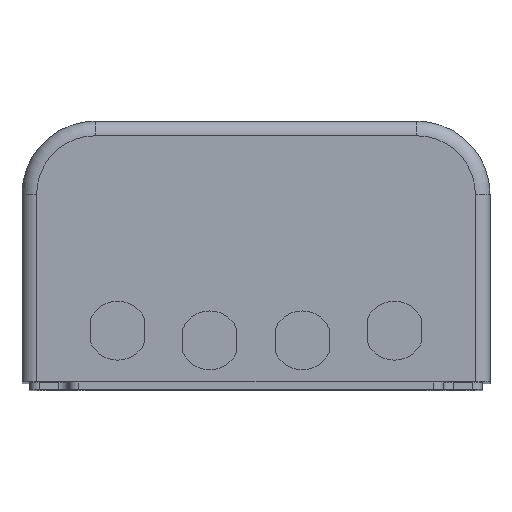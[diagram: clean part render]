
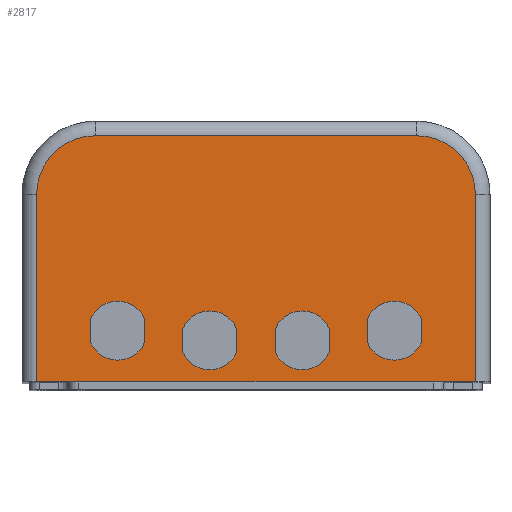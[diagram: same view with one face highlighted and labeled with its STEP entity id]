
A CAD part, top view. The second image highlights one B-rep face of the part: STEP entity #2817.
In plain terms, the highlighted planar face has unit normal (0, 0, 1).
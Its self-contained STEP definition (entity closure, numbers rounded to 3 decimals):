
#7=DIRECTION('',(1.,0.,0.));
#8=VECTOR('',#7,90.);
#9=CARTESIAN_POINT('',(-45.,0.,93.5));
#10=LINE('',#9,#8);
#186=DIRECTION('',(0.,-1.,0.));
#187=VECTOR('',#186,38.5);
#188=CARTESIAN_POINT('',(-45.,38.5,93.5));
#189=LINE('',#188,#187);
#190=CARTESIAN_POINT('',(-33.,38.5,93.5));
#191=DIRECTION('',(0.,0.,1.));
#192=DIRECTION('',(0.,1.,0.));
#193=AXIS2_PLACEMENT_3D('',#190,#191,#192);
#195=DIRECTION('',(-1.,0.,0.));
#196=VECTOR('',#195,66.);
#197=CARTESIAN_POINT('',(33.,50.5,93.5));
#198=LINE('',#197,#196);
#199=CARTESIAN_POINT('',(33.,38.5,93.5));
#200=DIRECTION('',(0.,0.,1.));
#201=DIRECTION('',(1.,0.,0.));
#202=AXIS2_PLACEMENT_3D('',#199,#200,#201);
#204=DIRECTION('',(0.,1.,0.));
#205=VECTOR('',#204,38.5);
#206=CARTESIAN_POINT('',(45.,0.,93.5));
#207=LINE('',#206,#205);
#208=CARTESIAN_POINT('',(28.394,10.52,93.5));
#209=DIRECTION('',(0.,0.,1.));
#210=DIRECTION('',(0.909,0.417,0.));
#211=AXIS2_PLACEMENT_3D('',#208,#209,#210);
#213=DIRECTION('',(0.,-1.,0.));
#214=VECTOR('',#213,5.041);
#215=CARTESIAN_POINT('',(22.894,13.041,93.5));
#216=LINE('',#215,#214);
#217=CARTESIAN_POINT('',(28.394,10.52,93.5));
#218=DIRECTION('',(0.,0.,1.));
#219=DIRECTION('',(-0.909,-0.417,0.));
#220=AXIS2_PLACEMENT_3D('',#217,#218,#219);
#222=DIRECTION('',(0.,1.,0.));
#223=VECTOR('',#222,5.041);
#224=CARTESIAN_POINT('',(33.894,8.,93.5));
#225=LINE('',#224,#223);
#226=CARTESIAN_POINT('',(9.5,8.52,93.5));
#227=DIRECTION('',(0.,0.,1.));
#228=DIRECTION('',(0.909,0.417,0.));
#229=AXIS2_PLACEMENT_3D('',#226,#227,#228);
#231=DIRECTION('',(0.,-1.,0.));
#232=VECTOR('',#231,5.041);
#233=CARTESIAN_POINT('',(4.,11.041,93.5));
#234=LINE('',#233,#232);
#235=CARTESIAN_POINT('',(9.5,8.52,93.5));
#236=DIRECTION('',(0.,0.,1.));
#237=DIRECTION('',(-0.909,-0.417,0.));
#238=AXIS2_PLACEMENT_3D('',#235,#236,#237);
#240=DIRECTION('',(0.,1.,0.));
#241=VECTOR('',#240,5.041);
#242=CARTESIAN_POINT('',(15.,6.,93.5));
#243=LINE('',#242,#241);
#244=CARTESIAN_POINT('',(-9.5,8.52,93.5));
#245=DIRECTION('',(0.,0.,1.));
#246=DIRECTION('',(-0.909,-0.417,0.));
#247=AXIS2_PLACEMENT_3D('',#244,#245,#246);
#249=DIRECTION('',(0.,1.,0.));
#250=VECTOR('',#249,5.041);
#251=CARTESIAN_POINT('',(-4.,6.,93.5));
#252=LINE('',#251,#250);
#253=CARTESIAN_POINT('',(-9.5,8.52,93.5));
#254=DIRECTION('',(0.,0.,1.));
#255=DIRECTION('',(0.909,0.417,0.));
#256=AXIS2_PLACEMENT_3D('',#253,#254,#255);
#258=DIRECTION('',(0.,-1.,0.));
#259=VECTOR('',#258,5.041);
#260=CARTESIAN_POINT('',(-15.,11.041,93.5));
#261=LINE('',#260,#259);
#262=DIRECTION('',(0.,-1.,0.));
#263=VECTOR('',#262,5.041);
#264=CARTESIAN_POINT('',(-33.894,13.041,93.5));
#265=LINE('',#264,#263);
#266=CARTESIAN_POINT('',(-28.394,10.52,93.5));
#267=DIRECTION('',(0.,0.,1.));
#268=DIRECTION('',(-0.909,-0.417,0.));
#269=AXIS2_PLACEMENT_3D('',#266,#267,#268);
#271=DIRECTION('',(0.,1.,0.));
#272=VECTOR('',#271,5.041);
#273=CARTESIAN_POINT('',(-22.894,8.,93.5));
#274=LINE('',#273,#272);
#275=CARTESIAN_POINT('',(-28.394,10.52,93.5));
#276=DIRECTION('',(0.,0.,1.));
#277=DIRECTION('',(0.909,0.417,0.));
#278=AXIS2_PLACEMENT_3D('',#275,#276,#277);
#2097=CARTESIAN_POINT('',(-45.,0.,93.5));
#2099=VERTEX_POINT('',#2097);
#2103=CARTESIAN_POINT('',(-45.,38.5,93.5));
#2104=VERTEX_POINT('',#2103);
#2125=CARTESIAN_POINT('',(45.,0.,93.5));
#2126=VERTEX_POINT('',#2125);
#2127=CARTESIAN_POINT('',(45.,38.5,93.5));
#2128=VERTEX_POINT('',#2127);
#2129=CARTESIAN_POINT('',(33.894,13.041,93.5));
#2130=CARTESIAN_POINT('',(22.894,13.041,93.5));
#2131=VERTEX_POINT('',#2129);
#2132=VERTEX_POINT('',#2130);
#2133=CARTESIAN_POINT('',(22.894,8.,93.5));
#2134=VERTEX_POINT('',#2133);
#2135=CARTESIAN_POINT('',(33.894,8.,93.5));
#2136=VERTEX_POINT('',#2135);
#2137=CARTESIAN_POINT('',(15.,11.041,93.5));
#2138=CARTESIAN_POINT('',(4.,11.041,93.5));
#2139=VERTEX_POINT('',#2137);
#2140=VERTEX_POINT('',#2138);
#2141=CARTESIAN_POINT('',(4.,6.,93.5));
#2142=VERTEX_POINT('',#2141);
#2143=CARTESIAN_POINT('',(15.,6.,93.5));
#2144=VERTEX_POINT('',#2143);
#2145=CARTESIAN_POINT('',(-15.,6.,93.5));
#2146=CARTESIAN_POINT('',(-4.,6.,93.5));
#2147=VERTEX_POINT('',#2145);
#2148=VERTEX_POINT('',#2146);
#2149=CARTESIAN_POINT('',(-4.,11.041,93.5));
#2150=VERTEX_POINT('',#2149);
#2151=CARTESIAN_POINT('',(-15.,11.041,93.5));
#2152=VERTEX_POINT('',#2151);
#2153=CARTESIAN_POINT('',(-33.894,13.041,93.5));
#2154=CARTESIAN_POINT('',(-33.894,8.,93.5));
#2155=VERTEX_POINT('',#2153);
#2156=VERTEX_POINT('',#2154);
#2157=CARTESIAN_POINT('',(-22.894,8.,93.5));
#2158=VERTEX_POINT('',#2157);
#2159=CARTESIAN_POINT('',(-22.894,13.041,93.5));
#2160=VERTEX_POINT('',#2159);
#2241=CARTESIAN_POINT('',(33.,50.5,93.5));
#2242=VERTEX_POINT('',#2241);
#2245=CARTESIAN_POINT('',(-33.,50.5,93.5));
#2246=VERTEX_POINT('',#2245);
#2761=CARTESIAN_POINT('',(-48.,0.,93.5));
#2762=DIRECTION('',(0.,0.,1.));
#2763=DIRECTION('',(1.,0.,0.));
#2764=AXIS2_PLACEMENT_3D('',#2761,#2762,#2763);
#2765=PLANE('',#2764);
#2766=ORIENTED_EDGE('',*,*,#2668,.F.);
#2768=ORIENTED_EDGE('',*,*,#2767,.F.);
#2770=ORIENTED_EDGE('',*,*,#2769,.F.);
#2772=ORIENTED_EDGE('',*,*,#2771,.F.);
#2773=ORIENTED_EDGE('',*,*,#2754,.F.);
#2774=ORIENTED_EDGE('',*,*,#2567,.F.);
#2775=EDGE_LOOP('',(#2766,#2768,#2770,#2772,#2773,#2774));
#2776=FACE_OUTER_BOUND('',#2775,.F.);
#2778=ORIENTED_EDGE('',*,*,#2777,.T.);
#2780=ORIENTED_EDGE('',*,*,#2779,.T.);
#2782=ORIENTED_EDGE('',*,*,#2781,.T.);
#2784=ORIENTED_EDGE('',*,*,#2783,.T.);
#2785=EDGE_LOOP('',(#2778,#2780,#2782,#2784));
#2786=FACE_BOUND('',#2785,.F.);
#2788=ORIENTED_EDGE('',*,*,#2787,.T.);
#2790=ORIENTED_EDGE('',*,*,#2789,.T.);
#2792=ORIENTED_EDGE('',*,*,#2791,.T.);
#2794=ORIENTED_EDGE('',*,*,#2793,.T.);
#2795=EDGE_LOOP('',(#2788,#2790,#2792,#2794));
#2796=FACE_BOUND('',#2795,.F.);
#2798=ORIENTED_EDGE('',*,*,#2797,.T.);
#2800=ORIENTED_EDGE('',*,*,#2799,.T.);
#2802=ORIENTED_EDGE('',*,*,#2801,.T.);
#2804=ORIENTED_EDGE('',*,*,#2803,.T.);
#2805=EDGE_LOOP('',(#2798,#2800,#2802,#2804));
#2806=FACE_BOUND('',#2805,.F.);
#2808=ORIENTED_EDGE('',*,*,#2807,.T.);
#2810=ORIENTED_EDGE('',*,*,#2809,.T.);
#2812=ORIENTED_EDGE('',*,*,#2811,.T.);
#2814=ORIENTED_EDGE('',*,*,#2813,.T.);
#2815=EDGE_LOOP('',(#2808,#2810,#2812,#2814));
#2816=FACE_BOUND('',#2815,.F.);
#2817=ADVANCED_FACE('',(#2776,#2786,#2796,#2806,#2816),#2765,.T.);
#194=CIRCLE('',#193,12.);
#203=CIRCLE('',#202,12.);
#212=CIRCLE('',#211,6.05);
#221=CIRCLE('',#220,6.05);
#230=CIRCLE('',#229,6.05);
#239=CIRCLE('',#238,6.05);
#248=CIRCLE('',#247,6.05);
#257=CIRCLE('',#256,6.05);
#270=CIRCLE('',#269,6.05);
#279=CIRCLE('',#278,6.05);
#2567=EDGE_CURVE('',#2099,#2126,#10,.T.);
#2668=EDGE_CURVE('',#2104,#2099,#189,.T.);
#2754=EDGE_CURVE('',#2126,#2128,#207,.T.);
#2767=EDGE_CURVE('',#2246,#2104,#194,.T.);
#2769=EDGE_CURVE('',#2242,#2246,#198,.T.);
#2771=EDGE_CURVE('',#2128,#2242,#203,.T.);
#2777=EDGE_CURVE('',#2131,#2132,#212,.T.);
#2779=EDGE_CURVE('',#2132,#2134,#216,.T.);
#2781=EDGE_CURVE('',#2134,#2136,#221,.T.);
#2783=EDGE_CURVE('',#2136,#2131,#225,.T.);
#2787=EDGE_CURVE('',#2139,#2140,#230,.T.);
#2789=EDGE_CURVE('',#2140,#2142,#234,.T.);
#2791=EDGE_CURVE('',#2142,#2144,#239,.T.);
#2793=EDGE_CURVE('',#2144,#2139,#243,.T.);
#2797=EDGE_CURVE('',#2147,#2148,#248,.T.);
#2799=EDGE_CURVE('',#2148,#2150,#252,.T.);
#2801=EDGE_CURVE('',#2150,#2152,#257,.T.);
#2803=EDGE_CURVE('',#2152,#2147,#261,.T.);
#2807=EDGE_CURVE('',#2155,#2156,#265,.T.);
#2809=EDGE_CURVE('',#2156,#2158,#270,.T.);
#2811=EDGE_CURVE('',#2158,#2160,#274,.T.);
#2813=EDGE_CURVE('',#2160,#2155,#279,.T.);
